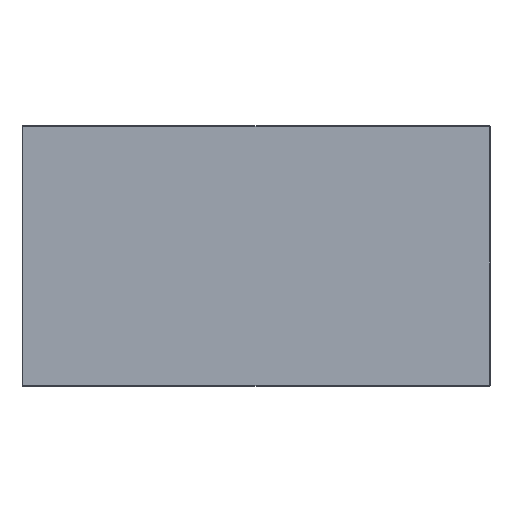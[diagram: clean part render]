
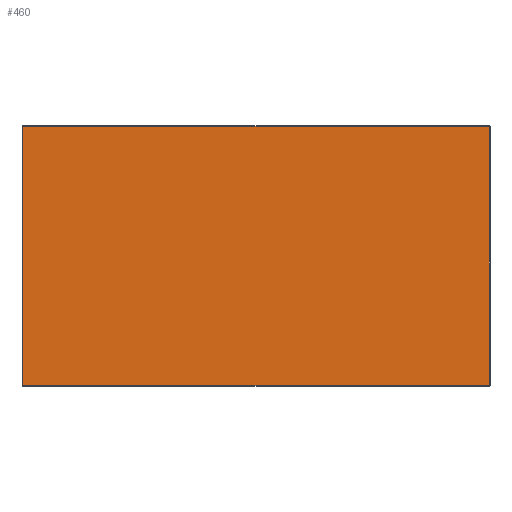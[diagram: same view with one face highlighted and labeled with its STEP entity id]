
A CAD part, top view. The second image highlights one B-rep face of the part: STEP entity #460.
In plain terms, the highlighted face is planar.
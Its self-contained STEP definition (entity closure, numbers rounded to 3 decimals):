
#460=ADVANCED_FACE('',(#584),#2043,.T.);
#584=FACE_OUTER_BOUND('',#709,.T.);
#709=EDGE_LOOP('',(#1176,#1177,#1178,#1179));
#1176=ORIENTED_EDGE('',*,*,#1496,.F.);
#1177=ORIENTED_EDGE('',*,*,#1497,.F.);
#1178=ORIENTED_EDGE('',*,*,#1498,.F.);
#1179=ORIENTED_EDGE('',*,*,#1495,.F.);
#1495=EDGE_CURVE('',#1934,#1935,#1760,.T.);
#1496=EDGE_CURVE('',#1936,#1934,#1761,.T.);
#1497=EDGE_CURVE('',#1937,#1936,#1762,.T.);
#1498=EDGE_CURVE('',#1935,#1937,#1763,.T.);
#1760=B_SPLINE_CURVE_WITH_KNOTS('',1,(#3504,#3505),.UNSPECIFIED.,.F.,.F.,
(2,2),(-498.,0.),.UNSPECIFIED.);
#1761=B_SPLINE_CURVE_WITH_KNOTS('',1,(#3506,#3507),.UNSPECIFIED.,.F.,.F.,
(2,2),(-898.,0.),.UNSPECIFIED.);
#1762=B_SPLINE_CURVE_WITH_KNOTS('',1,(#3508,#3509),.UNSPECIFIED.,.F.,.F.,
(2,2),(-498.,0.),.UNSPECIFIED.);
#1763=B_SPLINE_CURVE_WITH_KNOTS('',1,(#3510,#3511),.UNSPECIFIED.,.F.,.F.,
(2,2),(-898.,0.),.UNSPECIFIED.);
#1934=VERTEX_POINT('',#3450);
#1935=VERTEX_POINT('',#3451);
#1936=VERTEX_POINT('',#3452);
#1937=VERTEX_POINT('',#3453);
#2043=PLANE('',#2300);
#2300=AXIS2_PLACEMENT_3D('',#3141,#2444,$);
#2444=DIRECTION('',(0.,1.,0.));
#3141=CARTESIAN_POINT('',(-538.8,50.,298.8));
#3450=CARTESIAN_POINT('',(449.,50.,-249.));
#3451=CARTESIAN_POINT('',(449.,50.,249.));
#3452=CARTESIAN_POINT('',(-449.,50.,-249.));
#3453=CARTESIAN_POINT('',(-449.,50.,249.));
#3504=CARTESIAN_POINT('',(449.,50.,-249.));
#3505=CARTESIAN_POINT('',(449.,50.,249.));
#3506=CARTESIAN_POINT('',(-449.,50.,-249.));
#3507=CARTESIAN_POINT('',(449.,50.,-249.));
#3508=CARTESIAN_POINT('',(-449.,50.,249.));
#3509=CARTESIAN_POINT('',(-449.,50.,-249.));
#3510=CARTESIAN_POINT('',(449.,50.,249.));
#3511=CARTESIAN_POINT('',(-449.,50.,249.));
